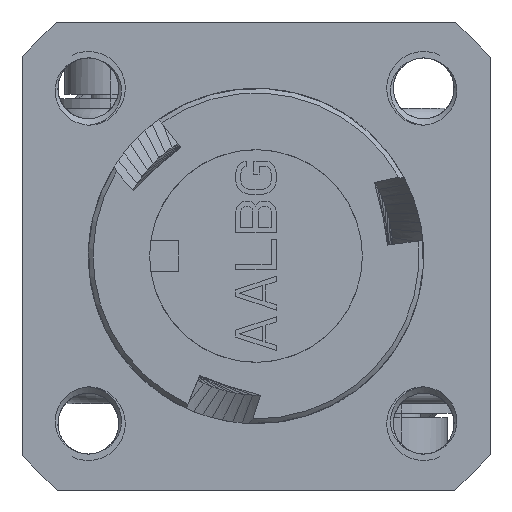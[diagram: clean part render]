
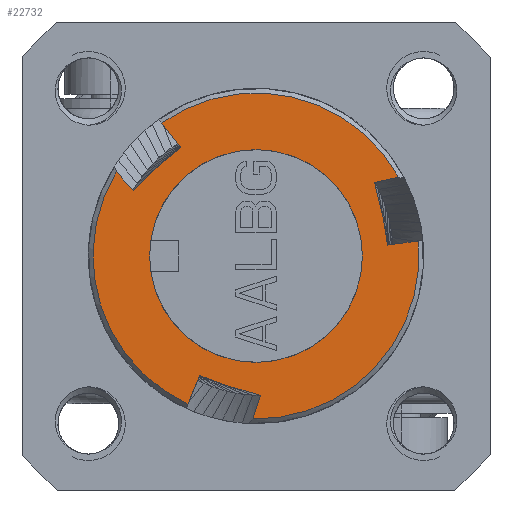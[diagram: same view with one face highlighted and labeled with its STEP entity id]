
A CAD part, left-side view. The second image highlights one B-rep face of the part: STEP entity #22732.
In plain terms, the highlighted planar face has unit normal (-1, 0, 0).
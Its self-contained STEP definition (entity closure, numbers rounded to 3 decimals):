
#19=DIRECTION('',(0.,0.926,0.378));
#20=VECTOR('',#19,0.38);
#21=CARTESIAN_POINT('',(0.,2.704,-6.619));
#22=LINE('1746',#21,#20);
#23=DIRECTION('',(0.,0.378,-0.926));
#24=VECTOR('',#23,1.687);
#25=CARTESIAN_POINT('',(0.,3.056,-6.475));
#26=LINE('1747',#25,#24);
#27=DIRECTION('',(0.,0.678,0.735));
#28=VECTOR('',#27,1.341);
#29=CARTESIAN_POINT('',(0.,6.668,3.577));
#30=LINE('1855',#29,#28);
#31=CARTESIAN_POINT('',(0.,5.25,4.933));
#32=CARTESIAN_POINT('',(0.,5.402,4.8));
#33=CARTESIAN_POINT('',(0.,5.71,4.523));
#34=CARTESIAN_POINT('',(0.,6.183,4.072));
#35=CARTESIAN_POINT('',(0.,6.506,3.746));
#36=CARTESIAN_POINT('',(0.,6.668,3.577));
#38=CARTESIAN_POINT('',(0.,4.38,5.652));
#39=CARTESIAN_POINT('',(0.,4.474,5.579));
#40=CARTESIAN_POINT('',(0.,4.664,5.428));
#41=CARTESIAN_POINT('',(0.,4.954,5.189));
#42=CARTESIAN_POINT('',(0.,5.151,5.02));
#43=CARTESIAN_POINT('',(0.,5.25,4.933));
#45=DIRECTION('',(0.,-0.79,0.613));
#46=VECTOR('',#45,0.38);
#47=CARTESIAN_POINT('',(0.,4.38,5.652));
#48=LINE('1729',#47,#46);
#49=DIRECTION('',(0.,0.613,0.79));
#50=VECTOR('',#49,1.687);
#51=CARTESIAN_POINT('',(0.,4.079,5.884));
#52=LINE('1730',#51,#50);
#53=DIRECTION('',(0.,-0.976,0.219));
#54=VECTOR('',#53,1.341);
#55=CARTESIAN_POINT('',(0.,-6.432,3.987));
#56=LINE('1858',#55,#54);
#57=CARTESIAN_POINT('',(0.,-6.898,2.08));
#58=CARTESIAN_POINT('',(0.,-6.858,2.278));
#59=CARTESIAN_POINT('',(0.,-6.772,2.684));
#60=CARTESIAN_POINT('',(0.,-6.618,3.319));
#61=CARTESIAN_POINT('',(0.,-6.497,3.761));
#62=CARTESIAN_POINT('',(0.,-6.432,3.987));
#64=CARTESIAN_POINT('',(0.,-7.084,0.967));
#65=CARTESIAN_POINT('',(0.,-7.068,1.085));
#66=CARTESIAN_POINT('',(0.,-7.033,1.325));
#67=CARTESIAN_POINT('',(0.,-6.971,1.696));
#68=CARTESIAN_POINT('',(0.,-6.923,1.951));
#69=CARTESIAN_POINT('',(0.,-6.898,2.08));
#71=DIRECTION('',(0.,-0.135,-0.991));
#72=VECTOR('',#71,0.38);
#73=CARTESIAN_POINT('',(0.,-7.084,0.967));
#74=LINE('1737',#73,#72);
#75=DIRECTION('',(0.,-0.991,0.135));
#76=VECTOR('',#75,1.687);
#77=CARTESIAN_POINT('',(0.,-7.136,0.591));
#78=LINE('1738',#77,#76);
#79=DIRECTION('',(0.,0.298,-0.955));
#80=VECTOR('',#79,1.341);
#81=CARTESIAN_POINT('',(0.,-0.236,-7.564));
#82=LINE('1852',#81,#80);
#83=CARTESIAN_POINT('',(0.,1.647,-7.013));
#84=CARTESIAN_POINT('',(0.,1.456,-7.079));
#85=CARTESIAN_POINT('',(0.,1.062,-7.207));
#86=CARTESIAN_POINT('',(0.,0.435,-7.391));
#87=CARTESIAN_POINT('',(0.,-0.009,-7.507));
#88=CARTESIAN_POINT('',(0.,-0.236,-7.564));
#90=CARTESIAN_POINT('',(0.,2.704,-6.619));
#91=CARTESIAN_POINT('',(0.,2.594,-6.664));
#92=CARTESIAN_POINT('',(0.,2.369,-6.753));
#93=CARTESIAN_POINT('',(0.,2.017,-6.885));
#94=CARTESIAN_POINT('',(0.,1.772,-6.971));
#95=CARTESIAN_POINT('',(0.,1.647,-7.013));
#97=CARTESIAN_POINT('',(0.,0.,0.));
#98=DIRECTION('',(-1.,0.,0.));
#99=DIRECTION('',(0.,1.,0.));
#100=AXIS2_PLACEMENT_3D('',#97,#98,#99);
#102=CARTESIAN_POINT('',(0.,0.,0.));
#103=DIRECTION('',(-1.,0.,0.));
#104=DIRECTION('',(0.,-1.,0.));
#105=AXIS2_PLACEMENT_3D('',#102,#103,#104);
#1331=CARTESIAN_POINT('',(0.,0.,0.));
#1332=DIRECTION('',(-1.,0.,0.));
#1333=DIRECTION('',(0.,0.857,0.516));
#1334=AXIS2_PLACEMENT_3D('',#1331,#1332,#1333);
#1363=CARTESIAN_POINT('',(0.,0.,0.));
#1364=DIRECTION('',(-1.,0.,0.));
#1365=DIRECTION('',(0.,-0.875,0.484));
#1366=AXIS2_PLACEMENT_3D('',#1363,#1364,#1365);
#2392=CARTESIAN_POINT('',(0.,0.,0.));
#2393=DIRECTION('',(-1.,0.,0.));
#2394=DIRECTION('',(0.,0.018,-1.));
#2395=AXIS2_PLACEMENT_3D('',#2392,#2393,#2394);
#20289=CARTESIAN_POINT('',(0.,5.775,0.));
#20290=CARTESIAN_POINT('',(0.,-5.775,0.));
#20291=VERTEX_POINT('',#20289);
#20292=VERTEX_POINT('',#20290);
#20326=VERTEX_POINT('',#83);
#20327=VERTEX_POINT('',#88);
#20415=VERTEX_POINT('',#31);
#20416=VERTEX_POINT('',#36);
#20538=VERTEX_POINT('',#57);
#20539=VERTEX_POINT('',#62);
#20593=CARTESIAN_POINT('',(0.,4.38,5.652));
#20594=CARTESIAN_POINT('',(0.,4.079,5.884));
#20595=VERTEX_POINT('',#20593);
#20596=VERTEX_POINT('',#20594);
#20597=CARTESIAN_POINT('',(0.,5.113,7.218));
#20598=VERTEX_POINT('',#20597);
#20603=CARTESIAN_POINT('',(0.,-7.74,4.281));
#20604=VERTEX_POINT('',#20603);
#20605=CARTESIAN_POINT('',(0.,-7.084,
0.967));
#20606=CARTESIAN_POINT('',(0.,-7.136,0.591));
#20607=VERTEX_POINT('',#20605);
#20608=VERTEX_POINT('',#20606);
#20609=CARTESIAN_POINT('',(0.,-8.807,0.819));
#20610=VERTEX_POINT('',#20609);
#20615=CARTESIAN_POINT('',(0.,0.163,-8.844));
#20616=VERTEX_POINT('',#20615);
#20621=CARTESIAN_POINT('',(0.,2.704,
-6.619));
#20622=CARTESIAN_POINT('',(0.,3.056,-6.475));
#20623=VERTEX_POINT('',#20621);
#20624=VERTEX_POINT('',#20622);
#20625=CARTESIAN_POINT('',(0.,3.694,-8.037));
#20626=VERTEX_POINT('',#20625);
#20631=CARTESIAN_POINT('',(0.,7.577,4.563));
#20632=VERTEX_POINT('',#20631);
#22683=CARTESIAN_POINT('',(0.,0.,0.));
#22684=DIRECTION('',(1.,0.,0.));
#22685=DIRECTION('',(0.,-1.,0.));
#22686=AXIS2_PLACEMENT_3D('',#22683,#22684,#22685);
#22687=PLANE('245',#22686);
#22689=ORIENTED_EDGE('1746',*,*,#22688,.T.);
#22691=ORIENTED_EDGE('1747',*,*,#22690,.T.);
#22693=ORIENTED_EDGE('1752',*,*,#22692,.F.);
#22695=ORIENTED_EDGE('1855',*,*,#22694,.F.);
#22697=ORIENTED_EDGE('1515',*,*,#22696,.F.);
#22699=ORIENTED_EDGE('1824',*,*,#22698,.F.);
#22701=ORIENTED_EDGE('1729',*,*,#22700,.T.);
#22703=ORIENTED_EDGE('1730',*,*,#22702,.T.);
#22705=ORIENTED_EDGE('1734',*,*,#22704,.F.);
#22707=ORIENTED_EDGE('1858',*,*,#22706,.F.);
#22709=ORIENTED_EDGE('1656',*,*,#22708,.F.);
#22711=ORIENTED_EDGE('1829',*,*,#22710,.F.);
#22713=ORIENTED_EDGE('1737',*,*,#22712,.T.);
#22715=ORIENTED_EDGE('1738',*,*,#22714,.T.);
#22717=ORIENTED_EDGE('1743',*,*,#22716,.F.);
#22719=ORIENTED_EDGE('1852',*,*,#22718,.F.);
#22721=ORIENTED_EDGE('1445',*,*,#22720,.F.);
#22723=ORIENTED_EDGE('1821',*,*,#22722,.F.);
#22724=EDGE_LOOP('245',(#22689,#22691,#22693,#22695,#22697,#22699,#22701,#22703,
#22705,#22707,#22709,#22711,#22713,#22715,#22717,#22719,#22721,#22723));
#22725=FACE_OUTER_BOUND('245',#22724,.F.);
#22727=ORIENTED_EDGE('1414',*,*,#22726,.T.);
#22729=ORIENTED_EDGE('1415',*,*,#22728,.T.);
#22730=EDGE_LOOP('245',(#22727,#22729));
#22731=FACE_BOUND('245',#22730,.F.);
#37=B_SPLINE_CURVE_WITH_KNOTS('1515',3,(#31,#32,#33,#34,#35,#36),.UNSPECIFIED.,
.F.,.F.,(4,1,1,4),(0.,0.333,0.667,1.),
.UNSPECIFIED.);
#44=B_SPLINE_CURVE_WITH_KNOTS('1824',3,(#38,#39,#40,#41,#42,#43),.UNSPECIFIED.,
.F.,.F.,(4,1,1,4),(0.,0.333,0.667,1.),
.UNSPECIFIED.);
#63=B_SPLINE_CURVE_WITH_KNOTS('1656',3,(#57,#58,#59,#60,#61,#62),.UNSPECIFIED.,
.F.,.F.,(4,1,1,4),(0.,0.333,0.667,1.),
.UNSPECIFIED.);
#70=B_SPLINE_CURVE_WITH_KNOTS('1829',3,(#64,#65,#66,#67,#68,#69),.UNSPECIFIED.,
.F.,.F.,(4,1,1,4),(0.,0.333,0.667,1.),
.UNSPECIFIED.);
#89=B_SPLINE_CURVE_WITH_KNOTS('1445',3,(#83,#84,#85,#86,#87,#88),.UNSPECIFIED.,
.F.,.F.,(4,1,1,4),(0.,0.333,0.667,1.),
.UNSPECIFIED.);
#96=B_SPLINE_CURVE_WITH_KNOTS('1821',3,(#90,#91,#92,#93,#94,#95),.UNSPECIFIED.,
.F.,.F.,(4,1,1,4),(0.,0.333,0.667,1.),
.UNSPECIFIED.);
#101=CIRCLE('1414',#100,5.775);
#106=CIRCLE('1415',#105,5.775);
#1335=CIRCLE('1752',#1334,8.845);
#1367=CIRCLE('1734',#1366,8.845);
#2396=CIRCLE('1743',#2395,8.845);
#22688=EDGE_CURVE('1746',#20623,#20624,#22,.T.);
#22690=EDGE_CURVE('1747',#20624,#20626,#26,.T.);
#22692=EDGE_CURVE('1752',#20632,#20626,#1335,.T.);
#22694=EDGE_CURVE('1855',#20416,#20632,#30,.T.);
#22696=EDGE_CURVE('1515',#20415,#20416,#37,.T.);
#22698=EDGE_CURVE('1824',#20595,#20415,#44,.T.);
#22700=EDGE_CURVE('1729',#20595,#20596,#48,.T.);
#22702=EDGE_CURVE('1730',#20596,#20598,#52,.T.);
#22704=EDGE_CURVE('1734',#20604,#20598,#1367,.T.);
#22706=EDGE_CURVE('1858',#20539,#20604,#56,.T.);
#22708=EDGE_CURVE('1656',#20538,#20539,#63,.T.);
#22710=EDGE_CURVE('1829',#20607,#20538,#70,.T.);
#22712=EDGE_CURVE('1737',#20607,#20608,#74,.T.);
#22714=EDGE_CURVE('1738',#20608,#20610,#78,.T.);
#22716=EDGE_CURVE('1743',#20616,#20610,#2396,.T.);
#22718=EDGE_CURVE('1852',#20327,#20616,#82,.T.);
#22720=EDGE_CURVE('1445',#20326,#20327,#89,.T.);
#22722=EDGE_CURVE('1821',#20623,#20326,#96,.T.);
#22726=EDGE_CURVE('1414',#20291,#20292,#101,.T.);
#22728=EDGE_CURVE('1415',#20292,#20291,#106,.T.);
#22732=ADVANCED_FACE('245',(#22725,#22731),#22687,.F.);
